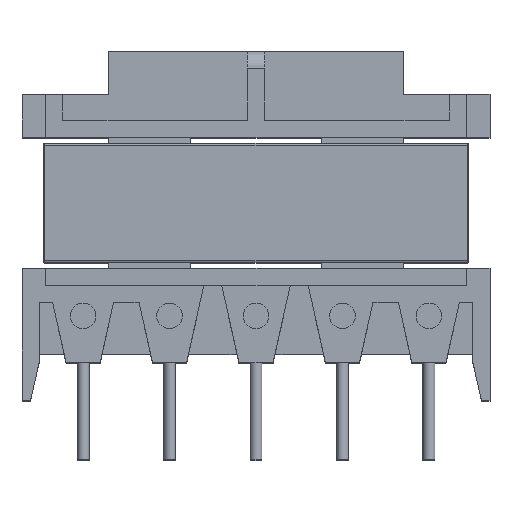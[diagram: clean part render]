
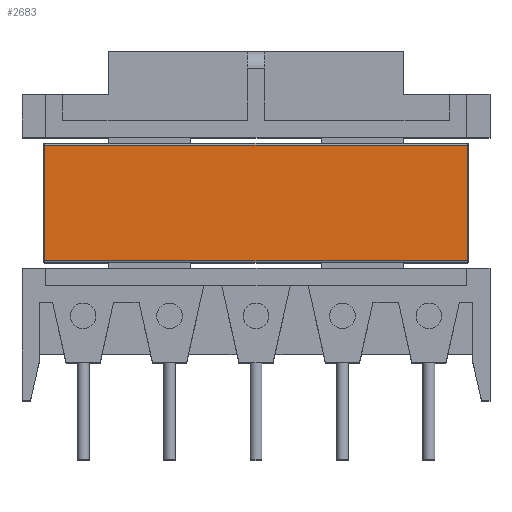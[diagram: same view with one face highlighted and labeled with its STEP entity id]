
A CAD part, top view. The second image highlights one B-rep face of the part: STEP entity #2683.
In plain terms, the highlighted face is planar.
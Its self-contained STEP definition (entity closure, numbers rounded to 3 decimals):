
#311 = CARTESIAN_POINT ( 'NONE',  ( 0., 0., -6.9 ) ) ;
#348 = VECTOR ( 'NONE', #977, 1000. ) ;
#669 = LINE ( 'NONE', #3507, #6025 ) ;
#815 = DIRECTION ( 'NONE',  ( 0., 0., -1. ) ) ;
#977 = DIRECTION ( 'NONE',  ( 0., 0., 1. ) ) ;
#1103 = LINE ( 'NONE', #1243, #3927 ) ;
#1243 = CARTESIAN_POINT ( 'NONE',  ( 0., 0., -0.1 ) ) ;
#1265 = EDGE_CURVE ( 'NONE', #8154, #3369, #7820, .T. ) ;
#1851 = EDGE_CURVE ( 'NONE', #3369, #7807, #4170, .T. ) ;
#2550 = CARTESIAN_POINT ( 'NONE',  ( 24.9, 0., 0. ) ) ;
#2683 = ADVANCED_FACE ( 'NONE', ( #6476 ), #3319, .T. ) ;
#3319 = PLANE ( 'NONE',  #3681 ) ;
#3369 = VERTEX_POINT ( 'NONE', #3491 ) ;
#3491 = CARTESIAN_POINT ( 'NONE',  ( 24.9, 0., -6.9 ) ) ;
#3507 = CARTESIAN_POINT ( 'NONE',  ( 0.1, 0., 0. ) ) ;
#3681 = AXIS2_PLACEMENT_3D ( 'NONE', #9532, #4787, #815 ) ;
#3927 = VECTOR ( 'NONE', #4428, 1000. ) ;
#4170 = LINE ( 'NONE', #2550, #348 ) ;
#4202 = DIRECTION ( 'NONE',  ( 1., 0., 0. ) ) ;
#4428 = DIRECTION ( 'NONE',  ( 1., 0., 0. ) ) ;
#4787 = DIRECTION ( 'NONE',  ( 0., -1., 0. ) ) ;
#5126 = CARTESIAN_POINT ( 'NONE',  ( 24.9, 0., -0.1 ) ) ;
#5239 = ORIENTED_EDGE ( 'NONE', *, *, #8203, .T. ) ;
#5471 = CARTESIAN_POINT ( 'NONE',  ( 0.1, 0., -0.1 ) ) ;
#5593 = VERTEX_POINT ( 'NONE', #5471 ) ;
#5758 = CARTESIAN_POINT ( 'NONE',  ( 0.1, 0., -6.9 ) ) ;
#6025 = VECTOR ( 'NONE', #7495, 1000. ) ;
#6351 = EDGE_CURVE ( 'NONE', #5593, #7807, #1103, .T. ) ;
#6476 = FACE_OUTER_BOUND ( 'NONE', #7521, .T. ) ;
#7495 = DIRECTION ( 'NONE',  ( 0., 0., -1. ) ) ;
#7509 = ORIENTED_EDGE ( 'NONE', *, *, #1265, .T. ) ;
#7521 = EDGE_LOOP ( 'NONE', ( #8419, #5239, #7509, #9105 ) ) ;
#7807 = VERTEX_POINT ( 'NONE', #5126 ) ;
#7820 = LINE ( 'NONE', #311, #8674 ) ;
#8154 = VERTEX_POINT ( 'NONE', #5758 ) ;
#8203 = EDGE_CURVE ( 'NONE', #5593, #8154, #669, .T. ) ;
#8419 = ORIENTED_EDGE ( 'NONE', *, *, #6351, .F. ) ;
#8674 = VECTOR ( 'NONE', #4202, 1000. ) ;
#9105 = ORIENTED_EDGE ( 'NONE', *, *, #1851, .T. ) ;
#9532 = CARTESIAN_POINT ( 'NONE',  ( 0., 0., 0. ) ) ;
